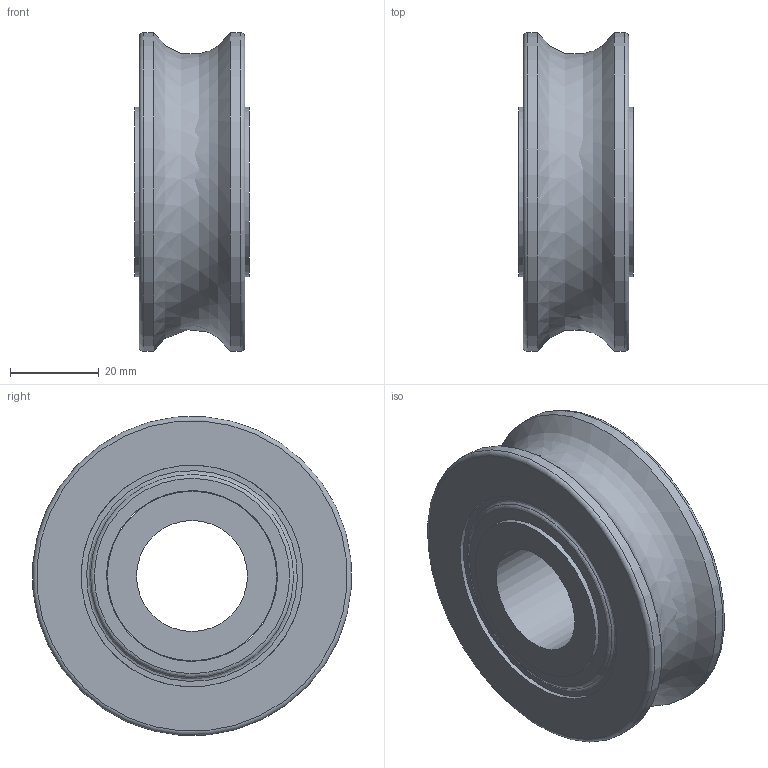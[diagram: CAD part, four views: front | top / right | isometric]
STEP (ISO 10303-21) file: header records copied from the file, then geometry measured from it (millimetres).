
FILE_DESCRIPTION((''),'2;1');
FILE_NAME('802072.ipt.stp','2010-09-05T11:43:01',(''),(''),'Autodesk Inventor 2010','Autodesk Inventor 2010','');
FILE_SCHEMA(('AUTOMOTIVE_DESIGN { 1 0 10303 214 1 1 1 1 }'));
Length unit declared in the file: millimetre
Products named in the file (1): 802072
Bounding box: 25.8 x 71.81 x 71.81 mm (x, y, z)
Volume: 61802.7 mm3; surface area: 29065.3 mm2
Topology: 24 solids, 24 shells, 64 faces, 134 edges, 84 vertices
Faces by surface type: sphere 20, cylinder 15, plane 14, bspline 9, torus 6
Full cylindrical faces by diameter (mm): 25 x1, 38.2 x3, 38.5 x2, 46 x3, 50 x4, 72 x2
Entity records: 2100 total; most frequent: CARTESIAN_POINT 789, DIRECTION 240, ORIENTED_EDGE 128, AXIS2_PLACEMENT_3D 120, EDGE_LOOP 108, STYLED_ITEM 88, VERTEX_POINT 84, CIRCLE 64
